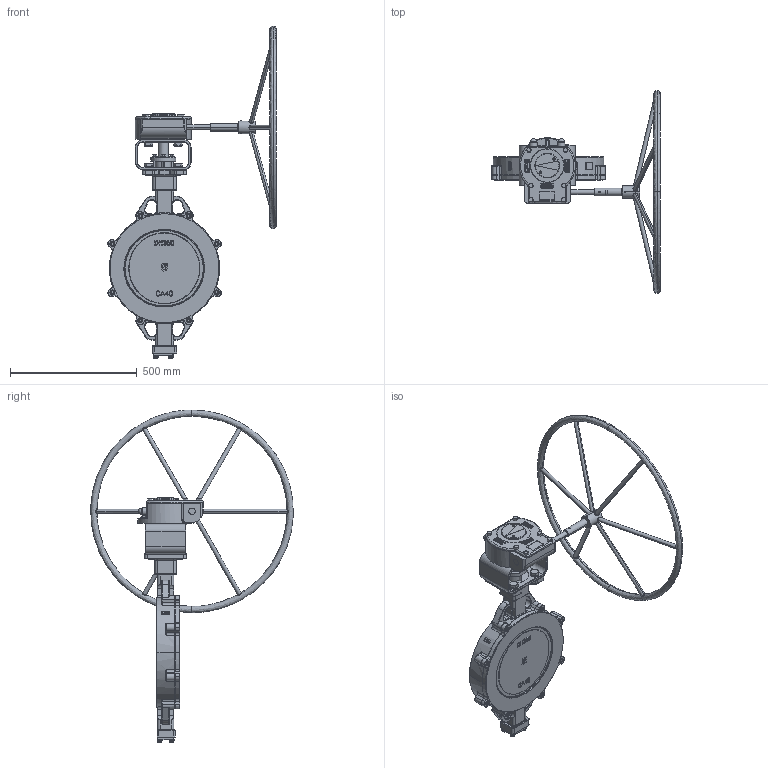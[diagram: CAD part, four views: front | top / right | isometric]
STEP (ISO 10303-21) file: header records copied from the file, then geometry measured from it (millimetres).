
FILE_DESCRIPTION(('HOOPS Exchange Step'),'2;1');
FILE_NAME('AK13_DN350_PN10-40-ANSI150-300_Getriebe.stp','2024-11-22T11:53:54+01:00',('nieru'),('Unknown organisation'),'HOOPS Exchange 2024.2','HOOPS Exchange','Unknown authorisation');
FILE_SCHEMA( ('AP203_CONFIGURATION_CONTROLLED_3D_DESIGN_OF_MECHANICAL_PARTS_AND_ASSEMBLIES_MIM_LF') );
Length unit declared in the file: millimetre
Products named in the file (9): 0; root
Assembly tree (8 placements, depth 4):
  root
    0
    0
      0
      0
      0
      0
      0
        0
Bounding box: 665 x 798.93 x 1310.4 mm (x, y, z)
Volume: 18165491 mm3; surface area: 2086371.2 mm2
Topology: 89 solids, 91 shells, 4124 faces, 9826 edges, 5936 vertices
Faces by surface type: plane 1141, bspline 1140, cylinder 1031, cone 426, torus 365, sphere 19, extrusion 2
Full cylindrical faces by diameter (mm): 4.2 x3, 10 x2, 12 x3, 14.6 x4, 20 x4, 22 x8, 27.7 x4, 30 x2, 33.6 x8, 40 x7, 42 x1, 55 x1, 64.946 x1, 100 x1, 120 x1, 280 x1, 330.596 x1, 342 x1, 430 x1
Entity records: 303468 total; most frequent: CARTESIAN_POINT 214039, ORIENTED_EDGE 19532, DIRECTION 16474, EDGE_CURVE 9766, AXIS2_PLACEMENT_3D 6339, VERTEX_POINT 5937, EDGE_LOOP 4335, FACE_BOUND 4335
